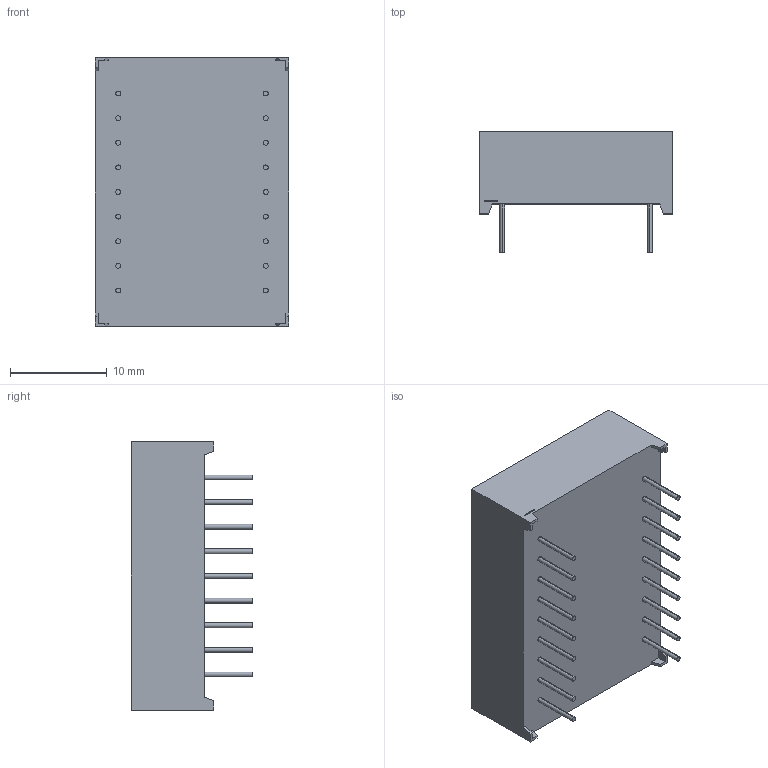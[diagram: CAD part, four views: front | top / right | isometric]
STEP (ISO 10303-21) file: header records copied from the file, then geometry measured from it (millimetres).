
FILE_DESCRIPTION (( 'STEP AP214' ), '1' );
FILE_NAME ('PSA08-11.STEP', '2008-09-07T15:43:41', ( '' ), ( '' ), 'SwSTEP 2.0', 'SolidWorks 2008', '' );
FILE_SCHEMA (( 'AUTOMOTIVE_DESIGN' ));
Length unit declared in the file: millimetre
Products named in the file (1): PSA08-11
Bounding box: 20 x 12.5 x 27.71 mm (x, y, z)
Volume: 4162.7 mm3; surface area: 2009 mm2
Topology: 1 solids, 1 shells, 460 faces, 1185 edges, 790 vertices
Faces by surface type: plane 306, bspline 116, cylinder 38
Entity records: 23742 total; most frequent: CARTESIAN_POINT 8824, ORIENTED_EDGE 2370, DIRECTION 1719, EDGE_CURVE 1185, VECTOR 877, LINE 877, VERTEX_POINT 790, EDGE_LOOP 523
